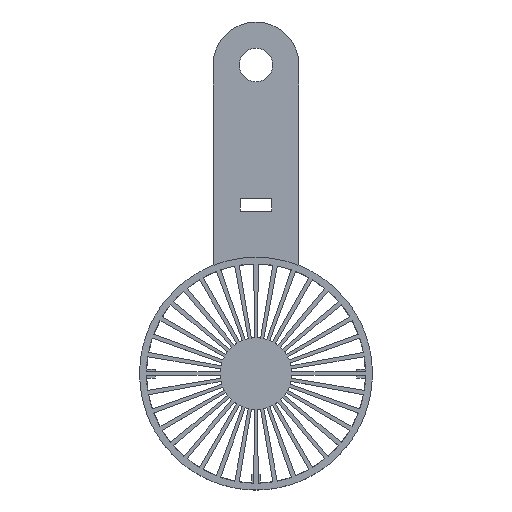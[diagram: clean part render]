
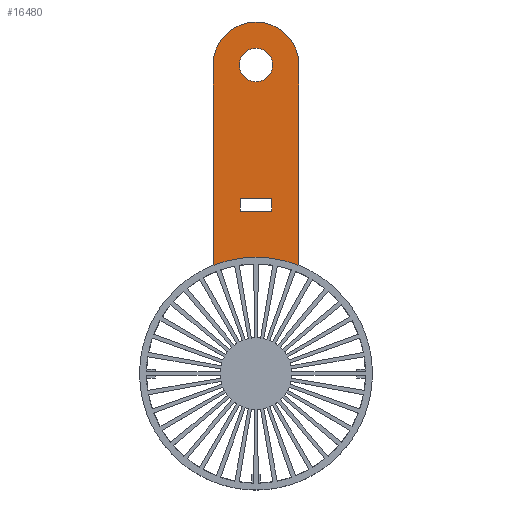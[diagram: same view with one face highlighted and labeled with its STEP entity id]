
A CAD part, top view. The second image highlights one B-rep face of the part: STEP entity #16480.
In plain terms, the highlighted planar face has unit normal (0, 0, 1).
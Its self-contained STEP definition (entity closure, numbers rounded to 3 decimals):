
#65=FACE_BOUND('',#1560,.T.);
#66=FACE_BOUND('',#1561,.T.);
#120=PLANE('',#17644);
#673=FACE_OUTER_BOUND('',#1559,.T.);
#1559=EDGE_LOOP('',(#12230,#12231,#12232,#12233,#12234,#12235,#12236,#12237,
#12238,#12239,#12240,#12241,#12242,#12243,#12244,#12245,#12246,#12247,#12248,
#12249,#12250,#12251,#12252,#12253));
#1560=EDGE_LOOP('',(#12254));
#1561=EDGE_LOOP('',(#12255,#12256,#12257,#12258));
#2360=LINE('',#23761,#4232);
#2363=LINE('',#23766,#4235);
#2365=LINE('',#23770,#4237);
#2366=LINE('',#23772,#4238);
#2723=LINE('',#24837,#4595);
#2727=LINE('',#24846,#4599);
#2731=LINE('',#24853,#4603);
#2733=LINE('',#24858,#4605);
#2737=LINE('',#24867,#4609);
#2741=LINE('',#24876,#4613);
#2745=LINE('',#24883,#4617);
#2754=LINE('',#24902,#4626);
#2757=LINE('',#24908,#4629);
#3078=LINE('',#25754,#4950);
#3079=LINE('',#25756,#4951);
#3092=LINE('',#25801,#4964);
#3093=LINE('',#25805,#4965);
#3094=LINE('',#25808,#4966);
#3095=LINE('',#25811,#4967);
#3096=LINE('',#25813,#4968);
#3097=LINE('',#25817,#4969);
#4232=VECTOR('',#18843,10.);
#4235=VECTOR('',#18848,10.);
#4237=VECTOR('',#18852,10.);
#4238=VECTOR('',#18855,10.);
#4595=VECTOR('',#19610,10.);
#4599=VECTOR('',#19616,10.);
#4603=VECTOR('',#19622,10.);
#4605=VECTOR('',#19626,10.);
#4609=VECTOR('',#19632,10.);
#4613=VECTOR('',#19638,10.);
#4617=VECTOR('',#19644,10.);
#4626=VECTOR('',#19657,10.);
#4629=VECTOR('',#19662,10.);
#4950=VECTOR('',#20239,10.);
#4951=VECTOR('',#20242,10.);
#4964=VECTOR('',#20297,10.);
#4965=VECTOR('',#20302,10.);
#4966=VECTOR('',#20305,10.);
#4967=VECTOR('',#20308,10.);
#4968=VECTOR('',#20309,10.);
#4969=VECTOR('',#20312,10.);
#6387=CIRCLE('',#17619,52.);
#6396=CIRCLE('',#17645,52.);
#6397=CIRCLE('',#17646,52.);
#6398=CIRCLE('',#17647,52.);
#6399=CIRCLE('',#17648,52.);
#6400=CIRCLE('',#17649,19.2);
#6401=CIRCLE('',#17650,52.);
#6402=CIRCLE('',#17651,7.5);
#6788=VERTEX_POINT('',#23758);
#6789=VERTEX_POINT('',#23760);
#6790=VERTEX_POINT('',#23764);
#6791=VERTEX_POINT('',#23768);
#7299=VERTEX_POINT('',#24834);
#7300=VERTEX_POINT('',#24836);
#7303=VERTEX_POINT('',#24843);
#7304=VERTEX_POINT('',#24845);
#7305=VERTEX_POINT('',#24849);
#7308=VERTEX_POINT('',#24856);
#7311=VERTEX_POINT('',#24864);
#7312=VERTEX_POINT('',#24866);
#7315=VERTEX_POINT('',#24873);
#7316=VERTEX_POINT('',#24875);
#7317=VERTEX_POINT('',#24879);
#7325=VERTEX_POINT('',#24899);
#7326=VERTEX_POINT('',#24901);
#7328=VERTEX_POINT('',#24906);
#7721=VERTEX_POINT('',#25740);
#7722=VERTEX_POINT('',#25742);
#7725=VERTEX_POINT('',#25752);
#7736=VERTEX_POINT('',#25800);
#7737=VERTEX_POINT('',#25803);
#7738=VERTEX_POINT('',#25806);
#7739=VERTEX_POINT('',#25809);
#7740=VERTEX_POINT('',#25812);
#7741=VERTEX_POINT('',#25814);
#7742=VERTEX_POINT('',#25816);
#7743=VERTEX_POINT('',#25819);
#8488=EDGE_CURVE('',#6789,#6788,#2360,.T.);
#8491=EDGE_CURVE('',#6788,#6790,#2363,.T.);
#8493=EDGE_CURVE('',#6790,#6791,#2365,.T.);
#8494=EDGE_CURVE('',#6791,#6789,#2366,.T.);
#9027=EDGE_CURVE('',#7299,#7300,#2723,.T.);
#9031=EDGE_CURVE('',#7303,#7304,#2727,.T.);
#9035=EDGE_CURVE('',#7304,#7305,#2731,.T.);
#9037=EDGE_CURVE('',#7308,#7303,#2733,.T.);
#9041=EDGE_CURVE('',#7311,#7312,#2737,.T.);
#9045=EDGE_CURVE('',#7315,#7316,#2741,.T.);
#9049=EDGE_CURVE('',#7316,#7317,#2745,.T.);
#9058=EDGE_CURVE('',#7325,#7326,#2754,.T.);
#9061=EDGE_CURVE('',#7328,#7299,#2757,.T.);
#9499=EDGE_CURVE('',#7722,#7721,#6387,.T.);
#9506=EDGE_CURVE('',#7725,#7311,#3078,.T.);
#9507=EDGE_CURVE('',#7722,#7325,#3079,.T.);
#9526=EDGE_CURVE('',#7736,#7315,#3092,.T.);
#9527=EDGE_CURVE('',#7736,#7305,#6396,.T.);
#9528=EDGE_CURVE('',#7308,#7737,#6397,.T.);
#9529=EDGE_CURVE('',#7300,#7737,#3093,.T.);
#9530=EDGE_CURVE('',#7328,#7738,#6398,.T.);
#9531=EDGE_CURVE('',#7312,#7738,#3094,.T.);
#9532=EDGE_CURVE('',#7725,#7739,#6399,.T.);
#9533=EDGE_CURVE('',#7326,#7739,#3095,.T.);
#9534=EDGE_CURVE('',#7721,#7740,#3096,.T.);
#9535=EDGE_CURVE('',#7740,#7741,#6400,.T.);
#9536=EDGE_CURVE('',#7741,#7742,#3097,.T.);
#9537=EDGE_CURVE('',#7742,#7317,#6401,.T.);
#9538=EDGE_CURVE('',#7743,#7743,#6402,.T.);
#12230=ORIENTED_EDGE('',*,*,#9049,.F.);
#12231=ORIENTED_EDGE('',*,*,#9045,.F.);
#12232=ORIENTED_EDGE('',*,*,#9526,.F.);
#12233=ORIENTED_EDGE('',*,*,#9527,.T.);
#12234=ORIENTED_EDGE('',*,*,#9035,.F.);
#12235=ORIENTED_EDGE('',*,*,#9031,.F.);
#12236=ORIENTED_EDGE('',*,*,#9037,.F.);
#12237=ORIENTED_EDGE('',*,*,#9528,.T.);
#12238=ORIENTED_EDGE('',*,*,#9529,.F.);
#12239=ORIENTED_EDGE('',*,*,#9027,.F.);
#12240=ORIENTED_EDGE('',*,*,#9061,.F.);
#12241=ORIENTED_EDGE('',*,*,#9530,.T.);
#12242=ORIENTED_EDGE('',*,*,#9531,.F.);
#12243=ORIENTED_EDGE('',*,*,#9041,.F.);
#12244=ORIENTED_EDGE('',*,*,#9506,.F.);
#12245=ORIENTED_EDGE('',*,*,#9532,.T.);
#12246=ORIENTED_EDGE('',*,*,#9533,.F.);
#12247=ORIENTED_EDGE('',*,*,#9058,.F.);
#12248=ORIENTED_EDGE('',*,*,#9507,.F.);
#12249=ORIENTED_EDGE('',*,*,#9499,.T.);
#12250=ORIENTED_EDGE('',*,*,#9534,.T.);
#12251=ORIENTED_EDGE('',*,*,#9535,.T.);
#12252=ORIENTED_EDGE('',*,*,#9536,.T.);
#12253=ORIENTED_EDGE('',*,*,#9537,.T.);
#12254=ORIENTED_EDGE('',*,*,#9538,.T.);
#12255=ORIENTED_EDGE('',*,*,#8488,.T.);
#12256=ORIENTED_EDGE('',*,*,#8491,.T.);
#12257=ORIENTED_EDGE('',*,*,#8493,.T.);
#12258=ORIENTED_EDGE('',*,*,#8494,.T.);
#16480=ADVANCED_FACE('',(#673,#65,#66),#120,.T.);
#17619=AXIS2_PLACEMENT_3D('',#25743,#20227,#20228);
#17644=AXIS2_PLACEMENT_3D('',#25799,#20295,#20296);
#17645=AXIS2_PLACEMENT_3D('',#25802,#20298,#20299);
#17646=AXIS2_PLACEMENT_3D('',#25804,#20300,#20301);
#17647=AXIS2_PLACEMENT_3D('',#25807,#20303,#20304);
#17648=AXIS2_PLACEMENT_3D('',#25810,#20306,#20307);
#17649=AXIS2_PLACEMENT_3D('',#25815,#20310,#20311);
#17650=AXIS2_PLACEMENT_3D('',#25818,#20313,#20314);
#17651=AXIS2_PLACEMENT_3D('',#25820,#20315,#20316);
#18843=DIRECTION('',(0.,-1.,0.));
#18848=DIRECTION('',(-1.,0.,0.));
#18852=DIRECTION('',(0.,1.,0.));
#18855=DIRECTION('',(1.,0.,0.));
#19610=DIRECTION('',(-1.,0.,0.));
#19616=DIRECTION('',(-0.961,-0.276,0.));
#19622=DIRECTION('',(0.276,-0.961,0.));
#19626=DIRECTION('',(-0.276,0.961,0.));
#19632=DIRECTION('',(-0.961,0.276,0.));
#19638=DIRECTION('',(-0.94,-0.342,0.));
#19644=DIRECTION('',(0.342,-0.94,0.));
#19657=DIRECTION('',(-0.94,0.342,0.));
#19662=DIRECTION('',(0.,1.,0.));
#20227=DIRECTION('center_axis',(0.,0.,-1.));
#20228=DIRECTION('ref_axis',(1.,0.,0.));
#20239=DIRECTION('',(0.276,0.961,0.));
#20242=DIRECTION('',(0.342,0.94,0.));
#20295=DIRECTION('center_axis',(0.,0.,1.));
#20296=DIRECTION('ref_axis',(1.,0.,0.));
#20297=DIRECTION('',(-0.342,0.94,0.));
#20298=DIRECTION('center_axis',(0.,0.,-1.));
#20299=DIRECTION('ref_axis',(1.,0.,0.));
#20300=DIRECTION('center_axis',(0.,0.,-1.));
#20301=DIRECTION('ref_axis',(1.,0.,0.));
#20302=DIRECTION('',(0.,-1.,0.));
#20303=DIRECTION('center_axis',(0.,0.,-1.));
#20304=DIRECTION('ref_axis',(1.,0.,0.));
#20305=DIRECTION('',(-0.276,-0.961,0.));
#20306=DIRECTION('center_axis',(0.,0.,-1.));
#20307=DIRECTION('ref_axis',(1.,0.,0.));
#20308=DIRECTION('',(-0.342,-0.94,0.));
#20309=DIRECTION('',(0.,1.,0.));
#20310=DIRECTION('center_axis',(0.,0.,1.));
#20311=DIRECTION('ref_axis',(1.,0.,0.));
#20312=DIRECTION('',(0.,-1.,0.));
#20313=DIRECTION('center_axis',(0.,0.,-1.));
#20314=DIRECTION('ref_axis',(1.,0.,0.));
#20315=DIRECTION('center_axis',(0.,0.,-1.));
#20316=DIRECTION('ref_axis',(1.,0.,0.));
#23758=CARTESIAN_POINT('',(7.,72.6,24.));
#23760=CARTESIAN_POINT('',(7.,78.4,24.));
#23761=CARTESIAN_POINT('',(7.,87.681,24.));
#23764=CARTESIAN_POINT('',(-7.,72.6,24.));
#23766=CARTESIAN_POINT('',(-3.5,72.6,24.));
#23768=CARTESIAN_POINT('',(-7.,78.4,24.));
#23770=CARTESIAN_POINT('',(-7.,90.581,24.));
#23772=CARTESIAN_POINT('',(3.5,78.4,24.));
#24834=CARTESIAN_POINT('',(1.,52.,24.));
#24836=CARTESIAN_POINT('',(-1.,52.,24.));
#24837=CARTESIAN_POINT('',(0.5,52.,24.));
#24843=CARTESIAN_POINT('',(-13.372,50.261,24.));
#24845=CARTESIAN_POINT('',(-15.294,49.71,24.));
#24846=CARTESIAN_POINT('',(-0.239,54.027,24.));
#24849=CARTESIAN_POINT('',(-15.292,49.701,24.));
#24853=CARTESIAN_POINT('',(-21.742,72.195,24.));
#24856=CARTESIAN_POINT('',(-13.369,50.252,24.));
#24858=CARTESIAN_POINT('',(-19.542,71.78,24.));
#24864=CARTESIAN_POINT('',(15.294,49.71,24.));
#24866=CARTESIAN_POINT('',(13.372,50.261,24.));
#24867=CARTESIAN_POINT('',(1.2,53.752,24.));
#24873=CARTESIAN_POINT('',(-16.845,49.206,24.));
#24875=CARTESIAN_POINT('',(-18.725,48.522,24.));
#24876=CARTESIAN_POINT('',(-0.802,55.046,24.));
#24879=CARTESIAN_POINT('',(-18.721,48.513,24.));
#24883=CARTESIAN_POINT('',(-26.346,69.461,24.));
#24899=CARTESIAN_POINT('',(18.725,48.522,24.));
#24901=CARTESIAN_POINT('',(16.845,49.206,24.));
#24902=CARTESIAN_POINT('',(1.741,54.703,24.));
#24906=CARTESIAN_POINT('',(1.,51.99,24.));
#24908=CARTESIAN_POINT('',(1.,76.376,24.));
#25740=CARTESIAN_POINT('',(19.2,48.326,24.));
#25742=CARTESIAN_POINT('',(18.721,48.513,24.));
#25743=CARTESIAN_POINT('Origin',(0.,0.,24.));
#25752=CARTESIAN_POINT('',(15.292,49.701,24.));
#25754=CARTESIAN_POINT('',(21.465,71.229,24.));
#25756=CARTESIAN_POINT('',(26.002,68.517,24.));
#25799=CARTESIAN_POINT('Origin',(0.,102.763,
24.));
#25800=CARTESIAN_POINT('',(-16.842,49.197,24.));
#25801=CARTESIAN_POINT('',(-24.123,69.201,24.));
#25802=CARTESIAN_POINT('Origin',(0.,0.,24.));
#25803=CARTESIAN_POINT('',(-1.,51.99,24.));
#25804=CARTESIAN_POINT('Origin',(0.,0.,24.));
#25805=CARTESIAN_POINT('',(-1.,77.381,24.));
#25806=CARTESIAN_POINT('',(13.369,50.252,24.));
#25807=CARTESIAN_POINT('Origin',(0.,0.,24.));
#25808=CARTESIAN_POINT('',(19.819,72.746,24.));
#25809=CARTESIAN_POINT('',(16.842,49.197,24.));
#25810=CARTESIAN_POINT('Origin',(0.,0.,24.));
#25811=CARTESIAN_POINT('',(24.466,70.145,24.));
#25812=CARTESIAN_POINT('',(19.2,138.,24.));
#25813=CARTESIAN_POINT('',(19.2,48.,24.));
#25814=CARTESIAN_POINT('',(-19.2,138.,24.));
#25815=CARTESIAN_POINT('Origin',(0.,138.,24.));
#25816=CARTESIAN_POINT('',(-19.2,48.326,24.));
#25817=CARTESIAN_POINT('',(-19.2,138.,24.));
#25818=CARTESIAN_POINT('Origin',(0.,0.,24.));
#25819=CARTESIAN_POINT('',(-7.5,138.,24.));
#25820=CARTESIAN_POINT('Origin',(0.,138.,24.));
